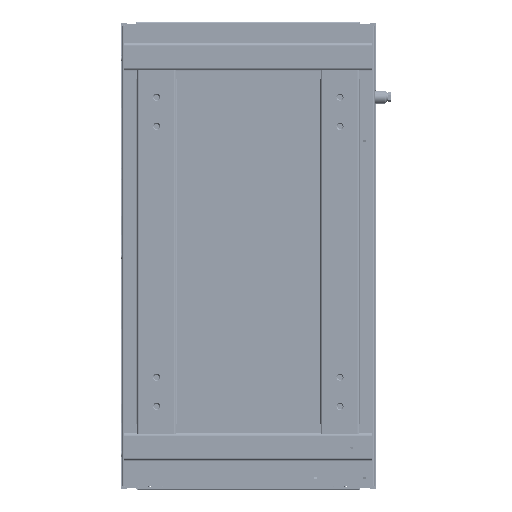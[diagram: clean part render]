
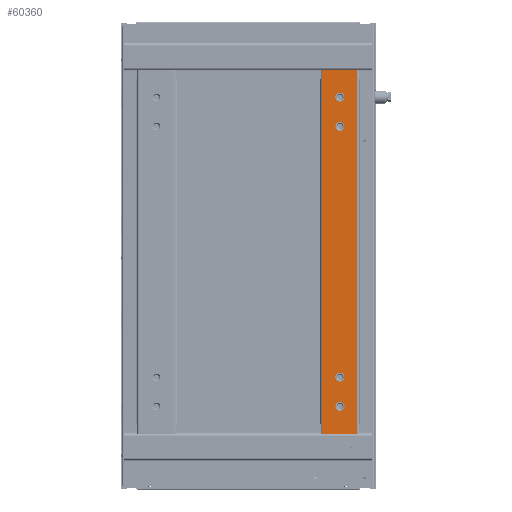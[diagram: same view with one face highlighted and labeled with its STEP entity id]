
A CAD part, front view. The second image highlights one B-rep face of the part: STEP entity #60360.
In plain terms, the highlighted planar face has unit normal (0, -1, 0).
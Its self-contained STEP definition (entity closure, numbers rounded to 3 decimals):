
#2135 = FACE_BOUND ( 'NONE', #83060, .T. ) ;
#2137 = FACE_BOUND ( 'NONE', #52916, .T. ) ;
#2139 = FACE_OUTER_BOUND ( 'NONE', #52902, .T. ) ;
#2141 = FACE_BOUND ( 'NONE', #52906, .T. ) ;
#2142 = FACE_BOUND ( 'NONE', #52912, .T. ) ;
#5998 = CARTESIAN_POINT ( 'NONE',  ( -83.5, -62., 354. ) ) ;
#5999 = DIRECTION ( 'NONE',  ( 0., -1., 0. ) ) ;
#6000 = DIRECTION ( 'NONE',  ( 0., 0., -1. ) ) ;
#15087 = CARTESIAN_POINT ( 'NONE',  ( -83.5, -62., 404.6 ) ) ;
#15114 = CARTESIAN_POINT ( 'NONE',  ( -83.5, -62., 393.4 ) ) ;
#15140 = CARTESIAN_POINT ( 'NONE',  ( -56.5, -62., 441.5 ) ) ;
#15146 = CARTESIAN_POINT ( 'NONE',  ( -83.5, -62., -72.4 ) ) ;
#15166 = CARTESIAN_POINT ( 'NONE',  ( -83.5, -62., -83.6 ) ) ;
#15219 = CARTESIAN_POINT ( 'NONE',  ( -83.5, -62., 359.6 ) ) ;
#15260 = CARTESIAN_POINT ( 'NONE',  ( -83.5, -62., 348.4 ) ) ;
#15321 = CARTESIAN_POINT ( 'NONE',  ( -83.5, -62., -27.4 ) ) ;
#31234 = CIRCLE ( 'NONE', #115084, 5.6 ) ;
#31345 = LINE ( 'NONE', #84685, #31364 ) ;
#31364 = VECTOR ( 'NONE', #84690, 1000. ) ;
#31396 = CIRCLE ( 'NONE', #115097, 5.6 ) ;
#31729 = LINE ( 'NONE', #45908, #31739 ) ;
#31739 = VECTOR ( 'NONE', #45911, 1000. ) ;
#31764 = CIRCLE ( 'NONE', #115121, 5.6 ) ;
#32025 = LINE ( 'NONE', #46202, #32033 ) ;
#32033 = VECTOR ( 'NONE', #46204, 1000. ) ;
#45680 = DIRECTION ( 'NONE',  ( 0., -1., 0. ) ) ;
#45684 = CARTESIAN_POINT ( 'NONE',  ( 0., -62., 0. ) ) ;
#45687 = PLANE ( 'NONE',  #96494 ) ;
#45690 = DIRECTION ( 'NONE',  ( 1., 0., 0. ) ) ;
#45908 = CARTESIAN_POINT ( 'NONE',  ( -110.5, -62., 441.5 ) ) ;
#45911 = DIRECTION ( 'NONE',  ( 0., 0., -1. ) ) ;
#45972 = CARTESIAN_POINT ( 'NONE',  ( -83.5, -62., 354. ) ) ;
#45974 = DIRECTION ( 'NONE',  ( 0., -1., 0. ) ) ;
#45976 = DIRECTION ( 'NONE',  ( 0., 0., -1. ) ) ;
#46202 = CARTESIAN_POINT ( 'NONE',  ( -56.5, -62., -120.5 ) ) ;
#46204 = DIRECTION ( 'NONE',  ( 0., 0., 1. ) ) ;
#48192 = VERTEX_POINT ( 'NONE', #15321 ) ;
#48252 = VERTEX_POINT ( 'NONE', #15260 ) ;
#48283 = VERTEX_POINT ( 'NONE', #15219 ) ;
#48314 = VERTEX_POINT ( 'NONE', #15146 ) ;
#48319 = VERTEX_POINT ( 'NONE', #15166 ) ;
#48322 = VERTEX_POINT ( 'NONE', #15140 ) ;
#48360 = VERTEX_POINT ( 'NONE', #15114 ) ;
#48362 = VERTEX_POINT ( 'NONE', #15087 ) ;
#48632 = CIRCLE ( 'NONE', #115202, 5.6 ) ;
#48963 = CIRCLE ( 'NONE', #115250, 5.6 ) ;
#49045 = CIRCLE ( 'NONE', #115262, 5.6 ) ;
#49443 = CIRCLE ( 'NONE', #115323, 5.6 ) ;
#49845 = CARTESIAN_POINT ( 'NONE',  ( -110.5, -62., 441.5 ) ) ;
#52902 = EDGE_LOOP ( 'NONE', ( #100736, #100734, #100732, #100731 ) ) ;
#52906 = EDGE_LOOP ( 'NONE', ( #100740, #100737 ) ) ;
#52912 = EDGE_LOOP ( 'NONE', ( #100747, #100745 ) ) ;
#52916 = EDGE_LOOP ( 'NONE', ( #100744, #100742 ) ) ;
#56077 = CARTESIAN_POINT ( 'NONE',  ( -83.5, -62., -38.6 ) ) ;
#56190 = CARTESIAN_POINT ( 'NONE',  ( -110.5, -62., -120.5 ) ) ;
#56387 = CARTESIAN_POINT ( 'NONE',  ( -56.5, -62., -120.5 ) ) ;
#60360 = ADVANCED_FACE ( 'NONE', ( #2135, #2142, #2137, #2141, #2139 ), #45687, .T. ) ;
#62365 = CARTESIAN_POINT ( 'NONE',  ( -83.5, -62., -33. ) ) ;
#62367 = DIRECTION ( 'NONE',  ( 0., -1., 0. ) ) ;
#62368 = DIRECTION ( 'NONE',  ( 0., 0., -1. ) ) ;
#64145 = EDGE_CURVE ( 'NONE', #48362, #48360, #31234, .T. ) ;
#64189 = EDGE_CURVE ( 'NONE', #112424, #112477, #31345, .T. ) ;
#64205 = EDGE_CURVE ( 'NONE', #48314, #48319, #31396, .T. ) ;
#64327 = EDGE_CURVE ( 'NONE', #113694, #112424, #31729, .T. ) ;
#64341 = EDGE_CURVE ( 'NONE', #48252, #48283, #31764, .T. ) ;
#64466 = EDGE_CURVE ( 'NONE', #112477, #48322, #32025, .T. ) ;
#64889 = EDGE_CURVE ( 'NONE', #112347, #48192, #48632, .T. ) ;
#65089 = EDGE_CURVE ( 'NONE', #48192, #112347, #48963, .T. ) ;
#65138 = EDGE_CURVE ( 'NONE', #48319, #48314, #49045, .T. ) ;
#65345 = EDGE_CURVE ( 'NONE', #48360, #48362, #49443, .T. ) ;
#68558 = CIRCLE ( 'NONE', #116022, 5.6 ) ;
#71598 = EDGE_CURVE ( 'NONE', #48322, #113694, #76637, .T. ) ;
#75157 = EDGE_CURVE ( 'NONE', #48283, #48252, #68558, .T. ) ;
#76637 = LINE ( 'NONE', #109231, #76644 ) ;
#76644 = VECTOR ( 'NONE', #109230, 1000. ) ;
#83060 = EDGE_LOOP ( 'NONE', ( #100752, #100749 ) ) ;
#84638 = CARTESIAN_POINT ( 'NONE',  ( -83.5, -62., 399. ) ) ;
#84639 = DIRECTION ( 'NONE',  ( 0., -1., 0. ) ) ;
#84640 = DIRECTION ( 'NONE',  ( 0., 0., -1. ) ) ;
#84685 = CARTESIAN_POINT ( 'NONE',  ( -110.5, -62., -120.5 ) ) ;
#84690 = DIRECTION ( 'NONE',  ( 1., 0., 0. ) ) ;
#84730 = CARTESIAN_POINT ( 'NONE',  ( -83.5, -62., -78. ) ) ;
#84731 = DIRECTION ( 'NONE',  ( 0., -1., 0. ) ) ;
#84733 = DIRECTION ( 'NONE',  ( 0., 0., -1. ) ) ;
#96494 = AXIS2_PLACEMENT_3D ( 'NONE', #45684, #45680, #45690 ) ;
#100731 = ORIENTED_EDGE ( 'NONE', *, *, #64466, .T. ) ;
#100732 = ORIENTED_EDGE ( 'NONE', *, *, #64189, .T. ) ;
#100734 = ORIENTED_EDGE ( 'NONE', *, *, #64327, .T. ) ;
#100736 = ORIENTED_EDGE ( 'NONE', *, *, #71598, .T. ) ;
#100737 = ORIENTED_EDGE ( 'NONE', *, *, #65089, .F. ) ;
#100740 = ORIENTED_EDGE ( 'NONE', *, *, #64889, .F. ) ;
#100742 = ORIENTED_EDGE ( 'NONE', *, *, #75157, .F. ) ;
#100744 = ORIENTED_EDGE ( 'NONE', *, *, #64341, .F. ) ;
#100745 = ORIENTED_EDGE ( 'NONE', *, *, #64145, .F. ) ;
#100747 = ORIENTED_EDGE ( 'NONE', *, *, #65345, .F. ) ;
#100749 = ORIENTED_EDGE ( 'NONE', *, *, #64205, .F. ) ;
#100752 = ORIENTED_EDGE ( 'NONE', *, *, #65138, .F. ) ;
#102739 = CARTESIAN_POINT ( 'NONE',  ( -83.5, -62., -33. ) ) ;
#102741 = DIRECTION ( 'NONE',  ( 0., -1., 0. ) ) ;
#102742 = DIRECTION ( 'NONE',  ( 0., 0., -1. ) ) ;
#102901 = CARTESIAN_POINT ( 'NONE',  ( -83.5, -62., -78. ) ) ;
#102903 = DIRECTION ( 'NONE',  ( 0., -1., 0. ) ) ;
#102905 = DIRECTION ( 'NONE',  ( 0., 0., -1. ) ) ;
#103536 = CARTESIAN_POINT ( 'NONE',  ( -83.5, -62., 399. ) ) ;
#103538 = DIRECTION ( 'NONE',  ( 0., -1., 0. ) ) ;
#103540 = DIRECTION ( 'NONE',  ( 0., 0., -1. ) ) ;
#109230 = DIRECTION ( 'NONE',  ( -1., 0., 0. ) ) ;
#109231 = CARTESIAN_POINT ( 'NONE',  ( -56.5, -62., 441.5 ) ) ;
#112347 = VERTEX_POINT ( 'NONE', #56077 ) ;
#112424 = VERTEX_POINT ( 'NONE', #56190 ) ;
#112477 = VERTEX_POINT ( 'NONE', #56387 ) ;
#113694 = VERTEX_POINT ( 'NONE', #49845 ) ;
#115084 = AXIS2_PLACEMENT_3D ( 'NONE', #84638, #84639, #84640 ) ;
#115097 = AXIS2_PLACEMENT_3D ( 'NONE', #84730, #84731, #84733 ) ;
#115121 = AXIS2_PLACEMENT_3D ( 'NONE', #45972, #45974, #45976 ) ;
#115202 = AXIS2_PLACEMENT_3D ( 'NONE', #62365, #62367, #62368 ) ;
#115250 = AXIS2_PLACEMENT_3D ( 'NONE', #102739, #102741, #102742 ) ;
#115262 = AXIS2_PLACEMENT_3D ( 'NONE', #102901, #102903, #102905 ) ;
#115323 = AXIS2_PLACEMENT_3D ( 'NONE', #103536, #103538, #103540 ) ;
#116022 = AXIS2_PLACEMENT_3D ( 'NONE', #5998, #5999, #6000 ) ;
